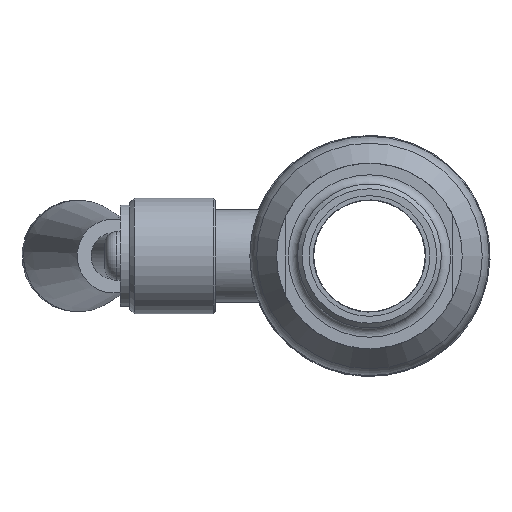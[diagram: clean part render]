
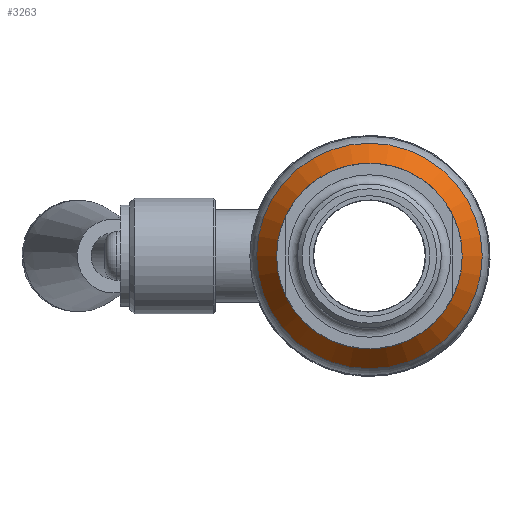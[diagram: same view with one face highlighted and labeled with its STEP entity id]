
A CAD part, left-side view. The second image highlights one B-rep face of the part: STEP entity #3263.
In plain terms, the highlighted conical face has half-angle 35 degrees and reference radius 22.875 mm.
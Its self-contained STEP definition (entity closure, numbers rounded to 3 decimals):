
#469=CONICAL_SURFACE('',#3661,22.875,35.);
#598=FACE_BOUND('',#1158,.T.);
#814=FACE_OUTER_BOUND('',#1157,.T.);
#1157=EDGE_LOOP('',(#2680));
#1158=EDGE_LOOP('',(#2681));
#1383=CIRCLE('',#3662,20.);
#1384=CIRCLE('',#3663,24.303);
#1651=VERTEX_POINT('',#5985);
#1652=VERTEX_POINT('',#5987);
#2006=EDGE_CURVE('',#1651,#1651,#1383,.T.);
#2007=EDGE_CURVE('',#1652,#1652,#1384,.T.);
#2680=ORIENTED_EDGE('',*,*,#2006,.F.);
#2681=ORIENTED_EDGE('',*,*,#2007,.F.);
#3263=ADVANCED_FACE('',(#814,#598),#469,.T.);
#3661=AXIS2_PLACEMENT_3D('',#5984,#4541,#4542);
#3662=AXIS2_PLACEMENT_3D('',#5986,#4543,#4544);
#3663=AXIS2_PLACEMENT_3D('',#5988,#4545,#4546);
#4541=DIRECTION('center_axis',(1.,0.,0.));
#4542=DIRECTION('ref_axis',(0.,1.,0.));
#4543=DIRECTION('center_axis',(-1.,0.,0.));
#4544=DIRECTION('ref_axis',(0.,0.,1.));
#4545=DIRECTION('center_axis',(1.,0.,0.));
#4546=DIRECTION('ref_axis',(0.,-1.,0.));
#5984=CARTESIAN_POINT('Origin',(-44.894,0.,0.));
#5985=CARTESIAN_POINT('',(-49.,20.,0.));
#5986=CARTESIAN_POINT('Origin',(-49.,0.,0.));
#5987=CARTESIAN_POINT('',(-42.854,24.303,0.));
#5988=CARTESIAN_POINT('Origin',(-42.854,0.,0.));
